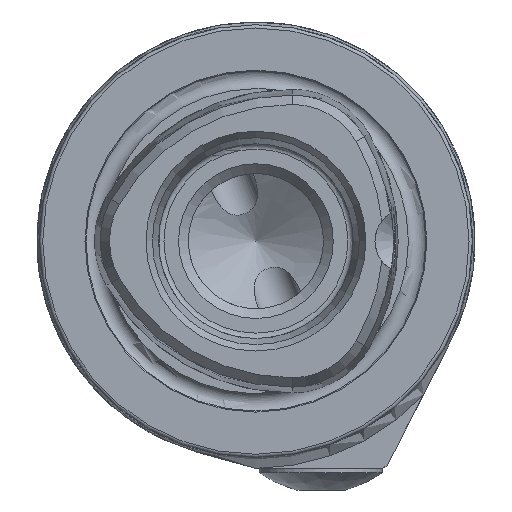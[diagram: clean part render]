
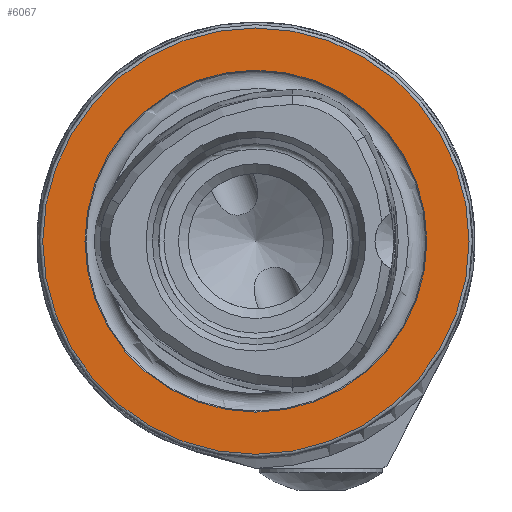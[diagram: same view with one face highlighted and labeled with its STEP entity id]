
A CAD part, left-side view. The second image highlights one B-rep face of the part: STEP entity #6067.
In plain terms, the highlighted planar face has unit normal (-1, 0, 0).
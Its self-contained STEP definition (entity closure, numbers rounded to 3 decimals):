
#23 = CIRCLE ( 'NONE', #998, 15.8 ) ;
#998 = AXIS2_PLACEMENT_3D ( 'NONE', #3645, #4248, #5461 ) ;
#1375 = CIRCLE ( 'NONE', #2870, 19.7 ) ;
#2029 = DIRECTION ( 'NONE',  ( 1., 0., 0. ) ) ;
#2053 = PLANE ( 'NONE',  #6388 ) ;
#2318 = EDGE_CURVE ( 'NONE', #5111, #5111, #23, .T. ) ;
#2638 = DIRECTION ( 'NONE',  ( 0., 0., -1. ) ) ;
#2870 = AXIS2_PLACEMENT_3D ( 'NONE', #6467, #4597, #5866 ) ;
#3436 = ORIENTED_EDGE ( 'NONE', *, *, #6166, .T. ) ;
#3645 = CARTESIAN_POINT ( 'NONE',  ( 0., 0., 0. ) ) ;
#4248 = DIRECTION ( 'NONE',  ( -1., 0., 0. ) ) ;
#4597 = DIRECTION ( 'NONE',  ( -1., 0., 0. ) ) ;
#5111 = VERTEX_POINT ( 'NONE', #6689 ) ;
#5134 = FACE_BOUND ( 'NONE', #6026, .T. ) ;
#5155 = ORIENTED_EDGE ( 'NONE', *, *, #2318, .F. ) ;
#5461 = DIRECTION ( 'NONE',  ( 0., 0., 1. ) ) ;
#5684 = CARTESIAN_POINT ( 'NONE',  ( 0., 0., 19.7 ) ) ;
#5866 = DIRECTION ( 'NONE',  ( 0., 0., 1. ) ) ;
#6003 = EDGE_LOOP ( 'NONE', ( #3436 ) ) ;
#6026 = EDGE_LOOP ( 'NONE', ( #5155 ) ) ;
#6067 = ADVANCED_FACE ( 'NONE', ( #5134, #7111 ), #2053, .F. ) ;
#6166 = EDGE_CURVE ( 'NONE', #6436, #6436, #1375, .T. ) ;
#6388 = AXIS2_PLACEMENT_3D ( 'NONE', #6855, #2029, #2638 ) ;
#6436 = VERTEX_POINT ( 'NONE', #5684 ) ;
#6467 = CARTESIAN_POINT ( 'NONE',  ( 0., 0., 0. ) ) ;
#6689 = CARTESIAN_POINT ( 'NONE',  ( 0., 0., 15.8 ) ) ;
#6855 = CARTESIAN_POINT ( 'NONE',  ( 0., 15.8, 0. ) ) ;
#7111 = FACE_OUTER_BOUND ( 'NONE', #6003, .T. ) ;
